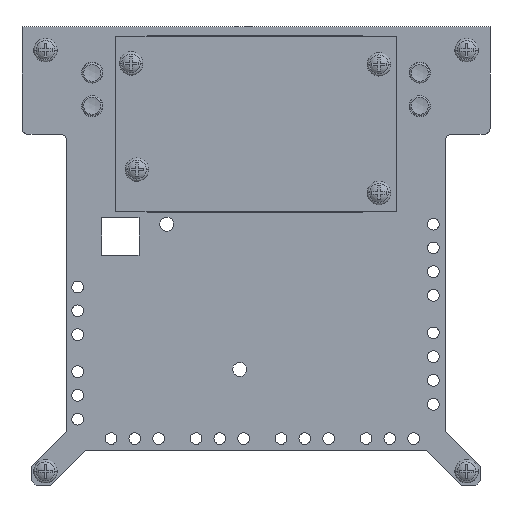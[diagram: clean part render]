
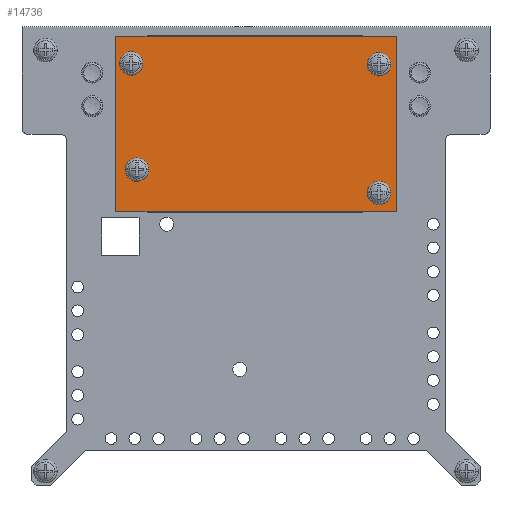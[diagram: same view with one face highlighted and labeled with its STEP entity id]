
A CAD part, top view. The second image highlights one B-rep face of the part: STEP entity #14736.
In plain terms, the highlighted planar face has unit normal (0, 0, 1).
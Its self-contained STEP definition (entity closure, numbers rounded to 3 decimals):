
#14607 = VERTEX_POINT('',#14608);
#14608 = CARTESIAN_POINT('',(29.997,-18.745,1.2));
#14614 = EDGE_CURVE('',#14607,#14615,#14617,.T.);
#14615 = VERTEX_POINT('',#14616);
#14616 = CARTESIAN_POINT('',(-29.997,-18.745,1.2));
#14617 = LINE('',#14618,#14619);
#14618 = CARTESIAN_POINT('',(29.997,-18.745,1.2));
#14619 = VECTOR('',#14620,1.);
#14620 = DIRECTION('',(-1.,0.,0.));
#14645 = EDGE_CURVE('',#14615,#14646,#14648,.T.);
#14646 = VERTEX_POINT('',#14647);
#14647 = CARTESIAN_POINT('',(-29.997,18.745,1.2));
#14648 = LINE('',#14649,#14650);
#14649 = CARTESIAN_POINT('',(-29.997,-18.745,1.2));
#14650 = VECTOR('',#14651,1.);
#14651 = DIRECTION('',(0.,1.,0.));
#14676 = EDGE_CURVE('',#14646,#14677,#14679,.T.);
#14677 = VERTEX_POINT('',#14678);
#14678 = CARTESIAN_POINT('',(29.997,18.745,1.2));
#14679 = LINE('',#14680,#14681);
#14680 = CARTESIAN_POINT('',(-29.997,18.745,1.2));
#14681 = VECTOR('',#14682,1.);
#14682 = DIRECTION('',(1.,0.,0.));
#14707 = EDGE_CURVE('',#14677,#14607,#14708,.T.);
#14708 = LINE('',#14709,#14710);
#14709 = CARTESIAN_POINT('',(29.997,18.745,1.2));
#14710 = VECTOR('',#14711,1.);
#14711 = DIRECTION('',(0.,-1.,0.));
#14736 = ADVANCED_FACE('',(#14737),#14743,.T.);
#14737 = FACE_BOUND('',#14738,.F.);
#14738 = EDGE_LOOP('',(#14739,#14740,#14741,#14742));
#14739 = ORIENTED_EDGE('',*,*,#14614,.T.);
#14740 = ORIENTED_EDGE('',*,*,#14645,.T.);
#14741 = ORIENTED_EDGE('',*,*,#14676,.T.);
#14742 = ORIENTED_EDGE('',*,*,#14707,.T.);
#14743 = PLANE('',#14744);
#14744 = AXIS2_PLACEMENT_3D('',#14745,#14746,#14747);
#14745 = CARTESIAN_POINT('',(29.997,-18.745,1.2));
#14746 = DIRECTION('',(0.,0.,1.));
#14747 = DIRECTION('',(1.,0.,0.));
